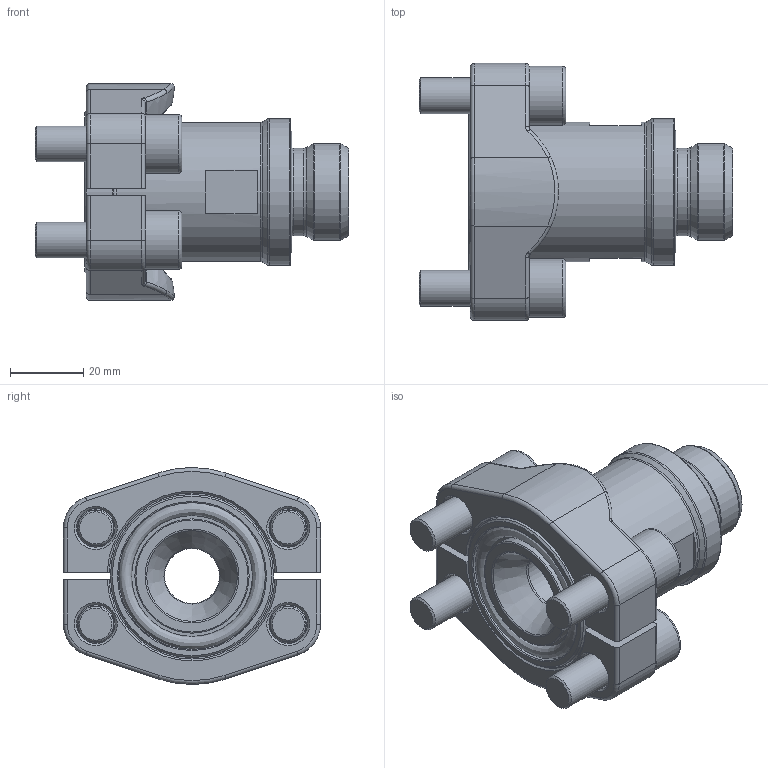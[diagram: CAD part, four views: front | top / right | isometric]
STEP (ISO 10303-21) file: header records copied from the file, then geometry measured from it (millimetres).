
FILE_DESCRIPTION(/* description */ (''),/* implementation_level */ '2;1');
FILE_NAME(/* name */ 'SGA25-3-20.stp',/* time_stamp */ '2025-01-29T10:37:43+01:00',/* author */ (''),/* organization */ (''),/* preprocessor_version */ 'ST-DEVELOPER v16',/* originating_system */ 'SIEMENS PLM Software NX 10.0',/* authorisation */ '');
FILE_SCHEMA (('CONFIG_CONTROL_DESIGN'));
Length unit declared in the file: millimetre
Products named in the file (6): X-AFH25-3_einzel; X-O32; X-M10x30I; X-SGA32520; X-AFH25-3; SGA025-320
Assembly tree (9 placements, depth 3):
  SGA025-320
    X-SGA32520
    X-AFH25-3
      X-AFH25-3_einzel  x2
    X-M10x30I  x4
    X-O32
Bounding box: 85.5 x 70 x 59 mm (x, y, z)
Volume: 107315.8 mm3; surface area: 39025.4 mm2
Topology: 10 solids, 10 shells, 263 faces, 560 edges, 323 vertices
Faces by surface type: plane 92, cone 57, torus 49, cylinder 48, bspline 12, revolution 3, sphere 2
Full cylindrical faces by diameter (mm): 9.732 x4, 10.5 x4, 15 x1, 16 x4, 23.8 x1, 26.44 x1, 28.76 x1, 31.11 x1, 35.05 x1, 37.9 x1, 39.955 x1, 40 x1, 44.45 x1
Entity records: 4089 total; most frequent: CARTESIAN_POINT 831, DIRECTION 573, ORIENTED_EDGE 416, AXIS2_PLACEMENT_3D 255, EDGE_CURVE 208, EDGE_LOOP 185, VERTEX_POINT 149, ADVANCED_FACE 127
